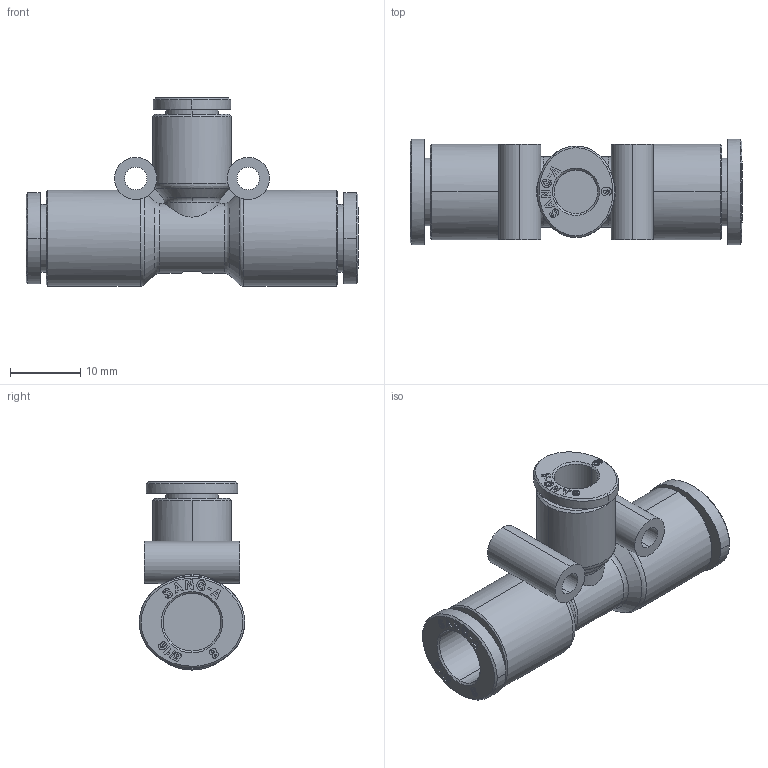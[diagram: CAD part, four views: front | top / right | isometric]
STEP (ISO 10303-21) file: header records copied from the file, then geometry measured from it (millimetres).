
FILE_DESCRIPTION (( 'STEP AP214' ), '1' );
FILE_NAME ('PUG08-06.stp', '2015-08-18T06:55:52', ( '' ), ( '' ), 'SwSTEP 2.0', 'SolidWorks 2015', '' );
FILE_SCHEMA (( 'AUTOMOTIVE_DESIGN' ));
Length unit declared in the file: millimetre
Products named in the file (2): PUG08-06; ｦ+ﾃｦ2
Assembly tree (1 placements, depth 2):
  PUG08-06
    ｦ+ﾃｦ2
Bounding box: 47.2 x 15 x 26.75 mm (x, y, z)
Volume: 5493.3 mm3; surface area: 5130.2 mm2
Topology: 1 solids, 1 shells, 1033 faces, 2920 edges, 1940 vertices
Faces by surface type: plane 853, bspline 98, cylinder 54, cone 21, torus 7
Entity records: 36728 total; most frequent: CARTESIAN_POINT 10173, ORIENTED_EDGE 5840, DIRECTION 4673, EDGE_CURVE 2920, LINE 2497, VECTOR 2497, VERTEX_POINT 1940, AXIS2_PLACEMENT_3D 1088
